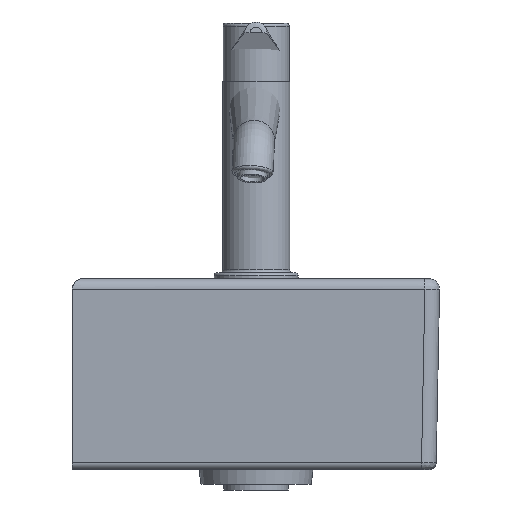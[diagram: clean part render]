
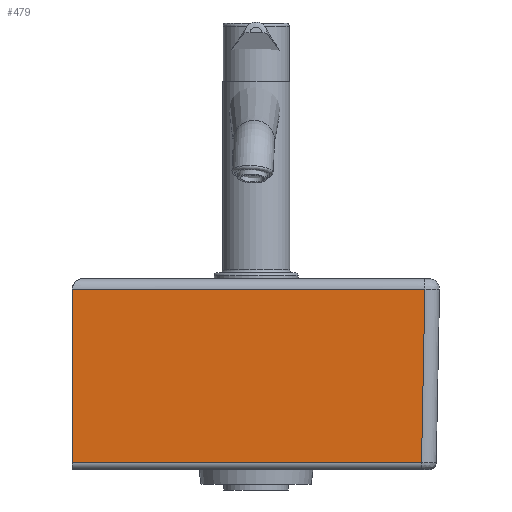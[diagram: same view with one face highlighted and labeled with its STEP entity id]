
A CAD part, left-side view. The second image highlights one B-rep face of the part: STEP entity #479.
In plain terms, the highlighted planar face has unit normal (-1, 0, -0.019).
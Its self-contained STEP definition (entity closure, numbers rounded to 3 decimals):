
#226=CARTESIAN_POINT('',(-42.184,-216.168,-125.096));
#227=VERTEX_POINT('',#226);
#390=CARTESIAN_POINT('',(-42.184,21.429,-125.096));
#391=VERTEX_POINT('',#390);
#408=CARTESIAN_POINT('',(-42.184,-216.168,-125.096));
#409=DIRECTION('',(0.0,1.0,0.0));
#410=VECTOR('',#409,237.596);
#411=LINE('',#408,#410);
#412=EDGE_CURVE('',#227,#391,#411,.T.);
#449=CARTESIAN_POINT('',(-44.59,21.429,0.0));
#450=DIRECTION('',(1.,0.,0.019));
#451=DIRECTION('',(0.019,0.,-1.));
#452=AXIS2_PLACEMENT_3D('',#449,#450,#451);
#453=PLANE('',#452);
#454=ORIENTED_EDGE('',*,*,#412,.F.);
#455=CARTESIAN_POINT('',(-44.453,-218.436,-7.135));
#456=VERTEX_POINT('',#455);
#457=CARTESIAN_POINT('',(-44.453,-218.436,-7.135));
#458=DIRECTION('',(0.019,0.019,-1.));
#459=VECTOR('',#458,118.005);
#460=LINE('',#457,#459);
#461=EDGE_CURVE('',#456,#227,#460,.T.);
#462=ORIENTED_EDGE('',*,*,#461,.F.);
#463=CARTESIAN_POINT('',(-44.453,21.429,-7.135));
#464=VERTEX_POINT('',#463);
#465=CARTESIAN_POINT('',(-44.453,21.429,-7.135));
#466=DIRECTION('',(0.0,-1.0,0.0));
#467=VECTOR('',#466,239.865);
#468=LINE('',#465,#467);
#469=EDGE_CURVE('',#464,#456,#468,.T.);
#470=ORIENTED_EDGE('',*,*,#469,.F.);
#471=CARTESIAN_POINT('',(-44.453,21.429,-7.135));
#472=DIRECTION('',(0.019,0.0,-1.));
#473=VECTOR('',#472,117.983);
#474=LINE('',#471,#473);
#475=EDGE_CURVE('',#464,#391,#474,.T.);
#476=ORIENTED_EDGE('',*,*,#475,.T.);
#477=EDGE_LOOP('',(#454,#462,#470,#476));
#478=FACE_OUTER_BOUND('',#477,.T.);
#479=ADVANCED_FACE('',(#478),#453,.F.);
